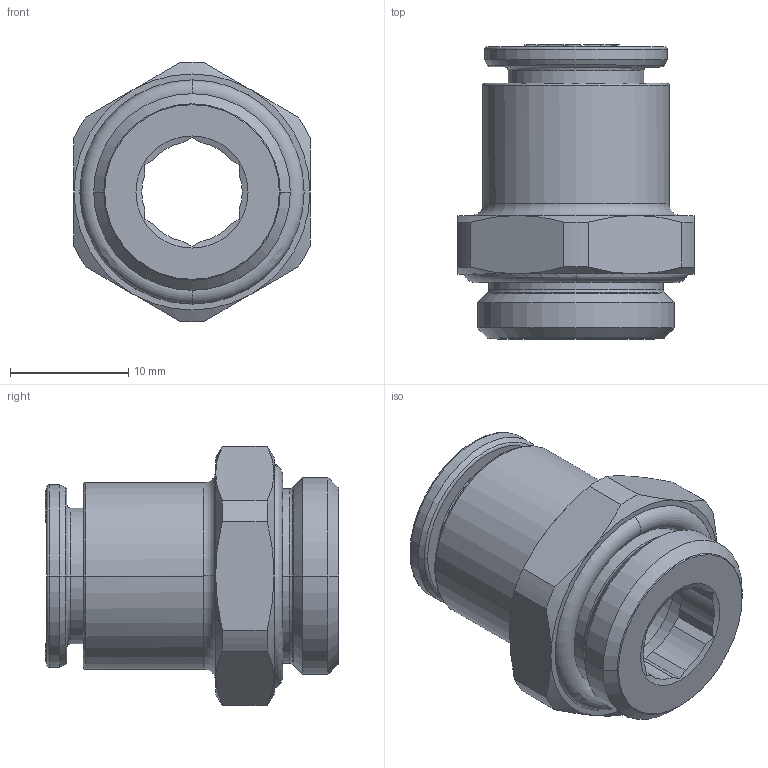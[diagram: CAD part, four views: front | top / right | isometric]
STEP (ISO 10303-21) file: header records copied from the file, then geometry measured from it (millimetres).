
FILE_DESCRIPTION(('STEP AP214'),'1');
FILE_NAME('6801_10_17.stp','2016-07-07T14:38:49',('TraceParts'),('TraceParts S.A.'),'Spatial InterOp 3D',' ',' ');
FILE_SCHEMA(('automotive_design'));
Length unit declared in the file: millimetre
Products named in the file (9): V801-10-17_ASM|Next assembly relationship#44110-18_ASM|Next assembly relationship#44110-31;44110-31; V801-10-17_ASM|Next assembly relationship#44110-18_ASM|Next assembly relationship#44110;44110; V801-10-17_ASM|Next assembly relationship#44110-18_ASM|Next assembly relationship#44110-30;44110-30; V801-10-17_ASM|Next assembly relationship#44110-18_ASM|Next assembly relationship#44110-40;44110-40; V801-10-17_ASM|Next assembly relationship#44610-11-69;44610-11-69; V801-10-17_ASM|Next assembly relationship#23955-24_D19_D14_8_1_5;23955-24_D19_D14_8_1_5; V801-10-17_ASM|Next assembly relationship#44110-11-10-ASM;44110-11-10-ASM
Bounding box: 20 x 24.9 x 21.99 mm (x, y, z)
Volume: 3415.3 mm3; surface area: 5491.9 mm2
Topology: 7 solids, 9 shells, 746 faces, 1883 edges, 1175 vertices
Faces by surface type: plane 316, cylinder 123, torus 107, cone 104, bspline 92, revolution 4
Entity records: 25644 total; most frequent: CARTESIAN_POINT 7997, ORIENTED_EDGE 3758, DIRECTION 3477, EDGE_CURVE 1883, AXIS2_PLACEMENT_3D 1203, VERTEX_POINT 1175, LINE 1067, VECTOR 1067
